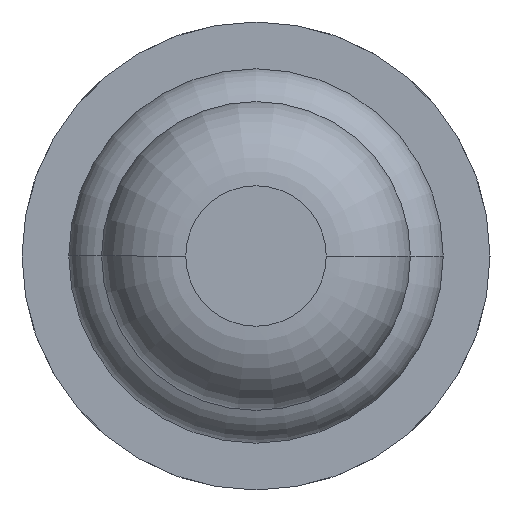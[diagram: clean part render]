
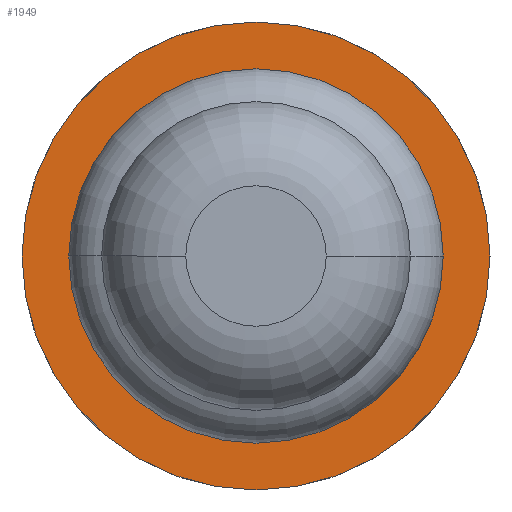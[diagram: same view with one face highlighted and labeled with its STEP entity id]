
A CAD part, front view. The second image highlights one B-rep face of the part: STEP entity #1949.
In plain terms, the highlighted planar face has unit normal (0, -1, 0).
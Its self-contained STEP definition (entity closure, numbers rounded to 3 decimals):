
#44 = CARTESIAN_POINT ( 'NONE',  ( 0., 5.3, 0. ) ) ;
#127 = DIRECTION ( 'NONE',  ( 0., -1., 0. ) ) ;
#311 = CARTESIAN_POINT ( 'NONE',  ( 0., 5.3, 0. ) ) ;
#622 = AXIS2_PLACEMENT_3D ( 'NONE', #44, #1653, #2056 ) ;
#675 = CIRCLE ( 'NONE', #2767, 0.5 ) ;
#809 = CIRCLE ( 'NONE', #622, 1.25 ) ;
#994 = CARTESIAN_POINT ( 'NONE',  ( 0., 5.3, 0.5 ) ) ;
#1099 = DIRECTION ( 'NONE',  ( 0., -1., 0. ) ) ;
#1130 = AXIS2_PLACEMENT_3D ( 'NONE', #3800, #127, #2943 ) ;
#1572 = CARTESIAN_POINT ( 'NONE',  ( 0., 5.3, 0. ) ) ;
#1653 = DIRECTION ( 'NONE',  ( 0., -1., 0. ) ) ;
#1949 = ADVANCED_FACE ( 'Defeature ausgef�hrt1_15', ( #4170, #4489 ), #3816, .T. ) ;
#2009 = VERTEX_POINT ( 'NONE', #994 ) ;
#2016 = ORIENTED_EDGE ( 'NONE', *, *, #2942, .F. ) ;
#2056 = DIRECTION ( 'NONE',  ( 0., 0., -1. ) ) ;
#2139 = EDGE_LOOP ( 'NONE', ( #3196, #2360 ) ) ;
#2254 = CIRCLE ( 'NONE', #2515, 1.25 ) ;
#2360 = ORIENTED_EDGE ( 'NONE', *, *, #2795, .T. ) ;
#2482 = CIRCLE ( 'NONE', #4663, 0.5 ) ;
#2515 = AXIS2_PLACEMENT_3D ( 'NONE', #1572, #4376, #4724 ) ;
#2535 = EDGE_CURVE ( 'Defeature ausgef�hrt1_15+Defeature ausgef�hrt1_14+Defeature ausgef�hrt1_14+Defeature ausgef�hrt1_14', #5174, #4819, #809, .T. ) ;
#2668 = EDGE_LOOP ( 'NONE', ( #3456, #2016 ) ) ;
#2767 = AXIS2_PLACEMENT_3D ( 'NONE', #311, #3169, #3548 ) ;
#2795 = EDGE_CURVE ( 'Defeature ausgef�hrt1_15+Defeature ausgef�hrt1_14+Defeature ausgef�hrt1_14+Defeature ausgef�hrt1_14', #4819, #5174, #2254, .T. ) ;
#2942 = EDGE_CURVE ( 'Defeature ausgef�hrt1_16+Defeature ausgef�hrt1_15+Defeature ausgef�hrt1_15+Defeature ausgef�hrt1_15', #2009, #4692, #675, .T. ) ;
#2943 = DIRECTION ( 'NONE',  ( 0., 0., -1. ) ) ;
#3103 = CARTESIAN_POINT ( 'NONE',  ( 0., 5.3, 0. ) ) ;
#3169 = DIRECTION ( 'NONE',  ( 0., -1., 0. ) ) ;
#3196 = ORIENTED_EDGE ( 'NONE', *, *, #2535, .T. ) ;
#3456 = ORIENTED_EDGE ( 'NONE', *, *, #4282, .F. ) ;
#3548 = DIRECTION ( 'NONE',  ( 0., 0., -1. ) ) ;
#3800 = CARTESIAN_POINT ( 'NONE',  ( 0.5, 5.3, 0. ) ) ;
#3816 = PLANE ( 'NONE',  #1130 ) ;
#3890 = CARTESIAN_POINT ( 'NONE',  ( 0., 5.3, 1.25 ) ) ;
#3912 = DIRECTION ( 'NONE',  ( 0., 0., -1. ) ) ;
#4170 = FACE_OUTER_BOUND ( 'NONE', #2139, .T. ) ;
#4282 = EDGE_CURVE ( 'Defeature ausgef�hrt1_16+Defeature ausgef�hrt1_15+Defeature ausgef�hrt1_15+Defeature ausgef�hrt1_15', #4692, #2009, #2482, .T. ) ;
#4376 = DIRECTION ( 'NONE',  ( 0., -1., 0. ) ) ;
#4489 = FACE_BOUND ( 'NONE', #2668, .T. ) ;
#4537 = CARTESIAN_POINT ( 'NONE',  ( 0., 5.3, -1.25 ) ) ;
#4663 = AXIS2_PLACEMENT_3D ( 'NONE', #3103, #1099, #3912 ) ;
#4692 = VERTEX_POINT ( 'NONE', #5211 ) ;
#4724 = DIRECTION ( 'NONE',  ( 0., 0., -1. ) ) ;
#4819 = VERTEX_POINT ( 'NONE', #3890 ) ;
#5174 = VERTEX_POINT ( 'NONE', #4537 ) ;
#5211 = CARTESIAN_POINT ( 'NONE',  ( 0., 5.3, -0.5 ) ) ;
